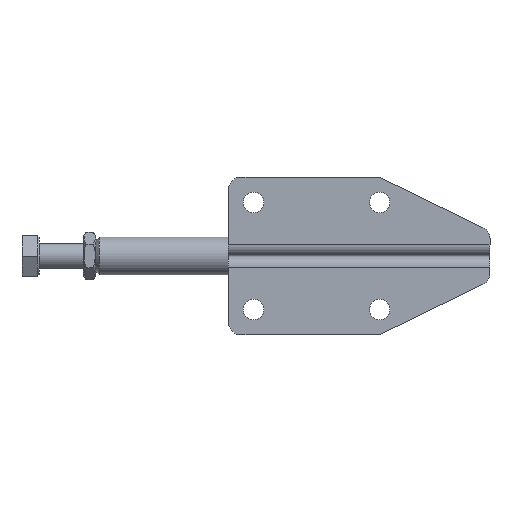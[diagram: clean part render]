
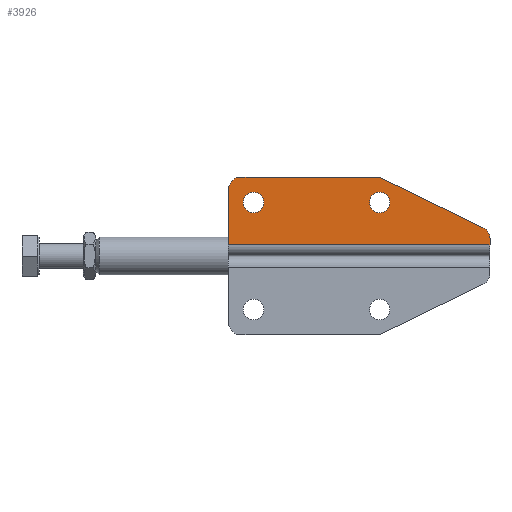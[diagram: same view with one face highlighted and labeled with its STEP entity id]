
A CAD part, front view. The second image highlights one B-rep face of the part: STEP entity #3926.
In plain terms, the highlighted planar face has unit normal (0, -1, 0).
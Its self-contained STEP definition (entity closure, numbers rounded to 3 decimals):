
#2494 = CARTESIAN_POINT ( 'NONE',  ( 48., -3., 17.25 ) ) ;
#2499 = CARTESIAN_POINT ( 'NONE',  ( 48., -3., 10.75 ) ) ;
#2501 = CARTESIAN_POINT ( 'NONE',  ( 8., -3., 17.25 ) ) ;
#2506 = CARTESIAN_POINT ( 'NONE',  ( 8., -3., 10.75 ) ) ;
#2876 = EDGE_CURVE ( 'NONE', #8260, #8263, #13601, .T. ) ;
#2925 = EDGE_CURVE ( 'NONE', #8256, #8259, #13618, .T. ) ;
#3050 = CARTESIAN_POINT ( 'NONE',  ( 0., -3., 0.5 ) ) ;
#3055 = CARTESIAN_POINT ( 'NONE',  ( 83., -3., 0.5 ) ) ;
#3063 = CARTESIAN_POINT ( 'NONE',  ( 83., -3., 2.43 ) ) ;
#3065 = CARTESIAN_POINT ( 'NONE',  ( 80.753, -3., 6.025 ) ) ;
#3066 = CARTESIAN_POINT ( 'NONE',  ( 48., -3., 22. ) ) ;
#3067 = CARTESIAN_POINT ( 'NONE',  ( 4., -3., 22. ) ) ;
#3068 = CARTESIAN_POINT ( 'NONE',  ( 0., -3., 18. ) ) ;
#3926 = ADVANCED_FACE ( 'NONE', ( #14200, #14209, #14207 ), #21110, .F. ) ;
#5291 = ORIENTED_EDGE ( 'NONE', *, *, #2925, .F. ) ;
#5292 = ORIENTED_EDGE ( 'NONE', *, *, #7062, .F. ) ;
#5293 = ORIENTED_EDGE ( 'NONE', *, *, #2876, .F. ) ;
#5294 = ORIENTED_EDGE ( 'NONE', *, *, #7063, .F. ) ;
#5295 = ORIENTED_EDGE ( 'NONE', *, *, #7061, .F. ) ;
#5296 = ORIENTED_EDGE ( 'NONE', *, *, #7064, .T. ) ;
#5297 = ORIENTED_EDGE ( 'NONE', *, *, #7065, .T. ) ;
#5298 = ORIENTED_EDGE ( 'NONE', *, *, #7066, .T. ) ;
#5299 = ORIENTED_EDGE ( 'NONE', *, *, #7067, .T. ) ;
#5300 = ORIENTED_EDGE ( 'NONE', *, *, #7068, .T. ) ;
#5301 = ORIENTED_EDGE ( 'NONE', *, *, #7069, .T. ) ;
#5726 = EDGE_LOOP ( 'NONE', ( #5295, #5296, #5297, #5298, #5299, #5300, #5301 ) ) ;
#5733 = EDGE_LOOP ( 'NONE', ( #5293, #5294 ) ) ;
#5741 = EDGE_LOOP ( 'NONE', ( #5291, #5292 ) ) ;
#7061 = EDGE_CURVE ( 'NONE', #8700, #8695, #25839, .T. ) ;
#7062 = EDGE_CURVE ( 'NONE', #8259, #8256, #25842, .T. ) ;
#7063 = EDGE_CURVE ( 'NONE', #8263, #8260, #25846, .T. ) ;
#7064 = EDGE_CURVE ( 'NONE', #8700, #8708, #25847, .T. ) ;
#7065 = EDGE_CURVE ( 'NONE', #8708, #8710, #25844, .T. ) ;
#7066 = EDGE_CURVE ( 'NONE', #8710, #8711, #25850, .T. ) ;
#7067 = EDGE_CURVE ( 'NONE', #8711, #8712, #25851, .T. ) ;
#7068 = EDGE_CURVE ( 'NONE', #8712, #8713, #25853, .T. ) ;
#7069 = EDGE_CURVE ( 'NONE', #8713, #8695, #25855, .T. ) ;
#8256 = VERTEX_POINT ( 'NONE', #2494 ) ;
#8259 = VERTEX_POINT ( 'NONE', #2499 ) ;
#8260 = VERTEX_POINT ( 'NONE', #2501 ) ;
#8263 = VERTEX_POINT ( 'NONE', #2506 ) ;
#8695 = VERTEX_POINT ( 'NONE', #3050 ) ;
#8700 = VERTEX_POINT ( 'NONE', #3055 ) ;
#8708 = VERTEX_POINT ( 'NONE', #3063 ) ;
#8710 = VERTEX_POINT ( 'NONE', #3065 ) ;
#8711 = VERTEX_POINT ( 'NONE', #3066 ) ;
#8712 = VERTEX_POINT ( 'NONE', #3067 ) ;
#8713 = VERTEX_POINT ( 'NONE', #3068 ) ;
#13584 = CARTESIAN_POINT ( 'NONE',  ( 8., -3., 14. ) ) ;
#13601 = CIRCLE ( 'NONE', #17118, 3.25 ) ;
#13618 = CIRCLE ( 'NONE', #17127, 3.25 ) ;
#14200 = FACE_BOUND ( 'NONE', #5741, .T. ) ;
#14207 = FACE_OUTER_BOUND ( 'NONE', #5726, .T. ) ;
#14209 = FACE_BOUND ( 'NONE', #5733, .T. ) ;
#14750 = DIRECTION ( 'NONE',  ( 0., -1., 0. ) ) ;
#14751 = DIRECTION ( 'NONE',  ( 0., 0., -1. ) ) ;
#14842 = CARTESIAN_POINT ( 'NONE',  ( 48., -3., 14. ) ) ;
#14843 = DIRECTION ( 'NONE',  ( 0., -1., 0. ) ) ;
#14844 = DIRECTION ( 'NONE',  ( 0., 0., -1. ) ) ;
#17118 = AXIS2_PLACEMENT_3D ( 'NONE', #13584, #14750, #14751 ) ;
#17127 = AXIS2_PLACEMENT_3D ( 'NONE', #14842, #14843, #14844 ) ;
#17416 = AXIS2_PLACEMENT_3D ( 'NONE', #21109, #21087, #21112 ) ;
#17709 = AXIS2_PLACEMENT_3D ( 'NONE', #27697, #27698, #27699 ) ;
#17710 = AXIS2_PLACEMENT_3D ( 'NONE', #27701, #27702, #27703 ) ;
#17711 = AXIS2_PLACEMENT_3D ( 'NONE', #27707, #27708, #27709 ) ;
#17712 = AXIS2_PLACEMENT_3D ( 'NONE', #27712, #27713, #27714 ) ;
#21087 = DIRECTION ( 'NONE',  ( 0., 1., 0. ) ) ;
#21109 = CARTESIAN_POINT ( 'NONE',  ( 4., -3., 18. ) ) ;
#21110 = PLANE ( 'NONE',  #17416 ) ;
#21112 = DIRECTION ( 'NONE',  ( 0., 0., 1. ) ) ;
#25839 = LINE ( 'NONE', #27690, #25845 ) ;
#25842 = CIRCLE ( 'NONE', #17709, 3.25 ) ;
#25844 = CIRCLE ( 'NONE', #17711, 4. ) ;
#25845 = VECTOR ( 'NONE', #27694, 1000. ) ;
#25846 = CIRCLE ( 'NONE', #17710, 3.25 ) ;
#25847 = LINE ( 'NONE', #27695, #25849 ) ;
#25849 = VECTOR ( 'NONE', #27696, 1000. ) ;
#25850 = LINE ( 'NONE', #27704, #25852 ) ;
#25851 = LINE ( 'NONE', #27710, #25854 ) ;
#25852 = VECTOR ( 'NONE', #27700, 1000. ) ;
#25853 = CIRCLE ( 'NONE', #17712, 4. ) ;
#25854 = VECTOR ( 'NONE', #27711, 1000. ) ;
#25855 = LINE ( 'NONE', #27705, #25857 ) ;
#25857 = VECTOR ( 'NONE', #27706, 1000. ) ;
#27690 = CARTESIAN_POINT ( 'NONE',  ( 4., -3., 0.5 ) ) ;
#27694 = DIRECTION ( 'NONE',  ( -1., 0., 0. ) ) ;
#27695 = CARTESIAN_POINT ( 'NONE',  ( 83., -3., 0. ) ) ;
#27696 = DIRECTION ( 'NONE',  ( 0., 0., 1. ) ) ;
#27697 = CARTESIAN_POINT ( 'NONE',  ( 48., -3., 14. ) ) ;
#27698 = DIRECTION ( 'NONE',  ( 0., -1., 0. ) ) ;
#27699 = DIRECTION ( 'NONE',  ( 0., 0., -1. ) ) ;
#27700 = DIRECTION ( 'NONE',  ( -0.899, 0., 0.438 ) ) ;
#27701 = CARTESIAN_POINT ( 'NONE',  ( 8., -3., 14. ) ) ;
#27702 = DIRECTION ( 'NONE',  ( 0., -1., 0. ) ) ;
#27703 = DIRECTION ( 'NONE',  ( 0., 0., -1. ) ) ;
#27704 = CARTESIAN_POINT ( 'NONE',  ( 48., -3., 22. ) ) ;
#27705 = CARTESIAN_POINT ( 'NONE',  ( 0., -3., 0. ) ) ;
#27706 = DIRECTION ( 'NONE',  ( 0., 0., -1. ) ) ;
#27707 = CARTESIAN_POINT ( 'NONE',  ( 79., -3., 2.43 ) ) ;
#27708 = DIRECTION ( 'NONE',  ( 0., -1., 0. ) ) ;
#27709 = DIRECTION ( 'NONE',  ( 0., 0., 1. ) ) ;
#27710 = CARTESIAN_POINT ( 'NONE',  ( 4., -3., 22. ) ) ;
#27711 = DIRECTION ( 'NONE',  ( -1., 0., 0. ) ) ;
#27712 = CARTESIAN_POINT ( 'NONE',  ( 4., -3., 18. ) ) ;
#27713 = DIRECTION ( 'NONE',  ( 0., -1., 0. ) ) ;
#27714 = DIRECTION ( 'NONE',  ( 0., 0., 1. ) ) ;
